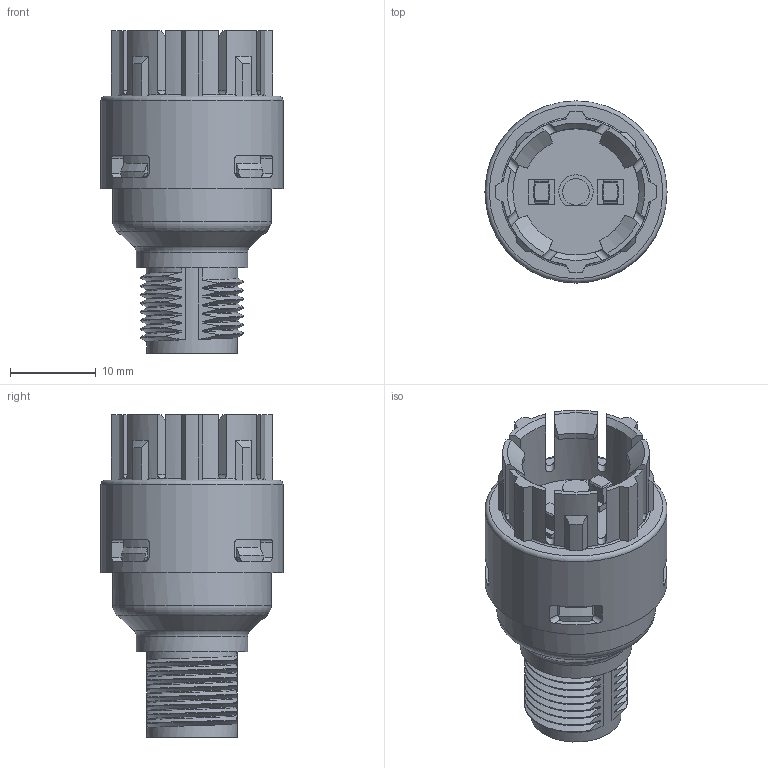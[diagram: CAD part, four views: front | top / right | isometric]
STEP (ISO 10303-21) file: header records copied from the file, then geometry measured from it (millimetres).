
FILE_DESCRIPTION(/* description */ ('FRTLII_C122_vereinfacht'),/* implementation_level */ '2;1');
FILE_NAME(/* name */ 'FRTLII_C122_vereinfacht.stp',/* time_stamp */ '2023-09-04T10:11:16+02:00',/* author */ ('skoch'),/* organization */ (''),/* preprocessor_version */ 'ST-DEVELOPER v19.2',/* originating_system */ 'Autodesk Inventor 2023',/* authorisation */ '');
FILE_SCHEMA (('AUTOMOTIVE_DESIGN { 1 0 10303 214 3 1 1 }'));
Length unit declared in the file: millimetre
Products named in the file (1): FRTLII_C122_vereinfacht
Bounding box: 21.2 x 21.2 x 37.6 mm (x, y, z)
Volume: 6503.9 mm3; surface area: 3882.6 mm2
Topology: 1 solids, 1 shells, 394 faces, 1102 edges, 713 vertices
Faces by surface type: plane 151, cylinder 138, bspline 50, cone 30, torus 20, sphere 5
Full cylindrical faces by diameter (mm): 1 x5, 3.1 x1, 8.3 x1, 10.5 x1, 13 x1, 14.7 x1, 18.5 x1, 21.2 x1
Entity records: 27121 total; most frequent: CARTESIAN_POINT 17470, ORIENTED_EDGE 2194, DIRECTION 1778, EDGE_CURVE 1097, VERTEX_POINT 713, AXIS2_PLACEMENT_3D 641, LINE 496, VECTOR 496
